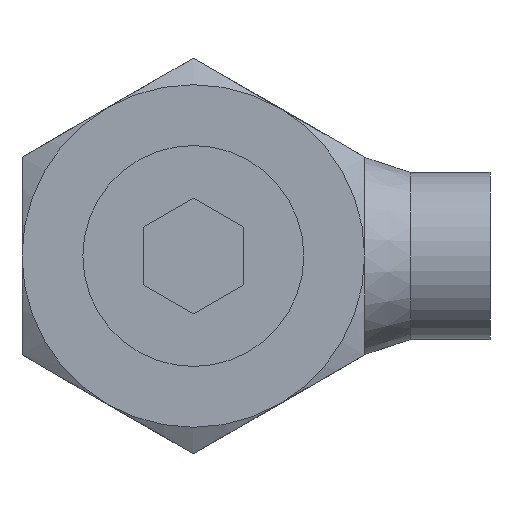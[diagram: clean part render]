
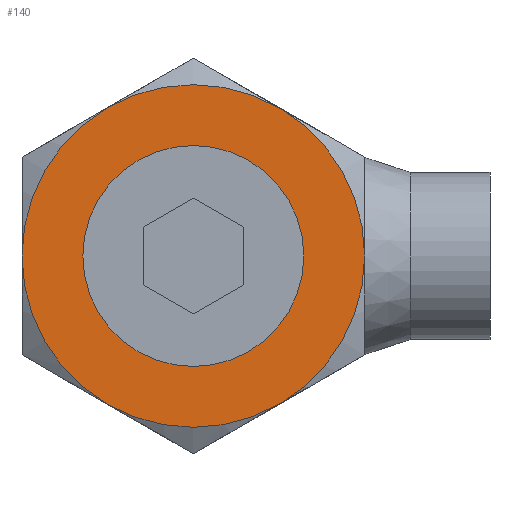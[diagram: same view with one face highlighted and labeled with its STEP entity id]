
A CAD part, front view. The second image highlights one B-rep face of the part: STEP entity #140.
In plain terms, the highlighted planar face has unit normal (0, -1, 0).
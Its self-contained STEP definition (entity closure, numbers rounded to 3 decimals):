
#140 = ADVANCED_FACE( '', ( #318, #319 ), #320, .F. );
#318 = FACE_BOUND( '', #531, .T. );
#319 = FACE_OUTER_BOUND( '', #532, .T. );
#320 = PLANE( '', #533 );
#531 = EDGE_LOOP( '', ( #849 ) );
#532 = EDGE_LOOP( '', ( #850, #851, #852, #853, #854, #855 ) );
#533 = AXIS2_PLACEMENT_3D( '', #856, #857, #858 );
#849 = ORIENTED_EDGE( '', *, *, #1154, .F. );
#850 = ORIENTED_EDGE( '', *, *, #1155, .T. );
#851 = ORIENTED_EDGE( '', *, *, #1094, .T. );
#852 = ORIENTED_EDGE( '', *, *, #1156, .T. );
#853 = ORIENTED_EDGE( '', *, *, #1114, .T. );
#854 = ORIENTED_EDGE( '', *, *, #1124, .T. );
#855 = ORIENTED_EDGE( '', *, *, #1087, .T. );
#856 = CARTESIAN_POINT( '', ( 20.5, 0., 0. ) );
#857 = DIRECTION( '', ( 0., 1., 0. ) );
#858 = DIRECTION( '', ( 0., 0., 1. ) );
#1087 = EDGE_CURVE( '', #1266, #1267, #1268, .T. );
#1094 = EDGE_CURVE( '', #1206, #1259, #1278, .T. );
#1114 = EDGE_CURVE( '', #1304, #1307, #1309, .T. );
#1124 = EDGE_CURVE( '', #1307, #1266, #1322, .T. );
#1154 = EDGE_CURVE( '', #1363, #1363, #1364, .T. );
#1155 = EDGE_CURVE( '', #1267, #1206, #1365, .T. );
#1156 = EDGE_CURVE( '', #1259, #1304, #1366, .T. );
#1206 = VERTEX_POINT( '', #1423 );
#1259 = VERTEX_POINT( '', #1516 );
#1266 = VERTEX_POINT( '', #1551 );
#1267 = VERTEX_POINT( '', #1552 );
#1268 = CIRCLE( '', #1553, 20.5 );
#1278 = CIRCLE( '', #1577, 20.5 );
#1304 = VERTEX_POINT( '', #1630 );
#1307 = VERTEX_POINT( '', #1642 );
#1309 = CIRCLE( '', #1653, 20.5 );
#1322 = CIRCLE( '', #1673, 20.5 );
#1363 = VERTEX_POINT( '', #1755 );
#1364 = CIRCLE( '', #1756, 13.22 );
#1365 = CIRCLE( '', #1757, 20.5 );
#1366 = CIRCLE( '', #1758, 20.5 );
#1423 = CARTESIAN_POINT( '', ( 20.5, 0., 0. ) );
#1516 = CARTESIAN_POINT( '', ( 10.25, 0., 17.754 ) );
#1551 = CARTESIAN_POINT( '', ( -10.25, 0., -17.754 ) );
#1552 = CARTESIAN_POINT( '', ( 10.25, 0., -17.754 ) );
#1553 = AXIS2_PLACEMENT_3D( '', #1880, #1881, #1882 );
#1577 = AXIS2_PLACEMENT_3D( '', #1889, #1890, #1891 );
#1630 = CARTESIAN_POINT( '', ( -10.25, 0., 17.754 ) );
#1642 = CARTESIAN_POINT( '', ( -20.5, 0., 0. ) );
#1653 = AXIS2_PLACEMENT_3D( '', #1908, #1909, #1910 );
#1673 = AXIS2_PLACEMENT_3D( '', #1919, #1920, #1921 );
#1755 = CARTESIAN_POINT( '', ( 0., 0., -13.22 ) );
#1756 = AXIS2_PLACEMENT_3D( '', #1956, #1957, #1958 );
#1757 = AXIS2_PLACEMENT_3D( '', #1959, #1960, #1961 );
#1758 = AXIS2_PLACEMENT_3D( '', #1962, #1963, #1964 );
#1880 = CARTESIAN_POINT( '', ( 0., 0., 0. ) );
#1881 = DIRECTION( '', ( 0., -1., 0. ) );
#1882 = DIRECTION( '', ( 0., 0., -1. ) );
#1889 = CARTESIAN_POINT( '', ( 0., 0., 0. ) );
#1890 = DIRECTION( '', ( 0., -1., 0. ) );
#1891 = DIRECTION( '', ( 0., 0., -1. ) );
#1908 = CARTESIAN_POINT( '', ( 0., 0., 0. ) );
#1909 = DIRECTION( '', ( 0., -1., 0. ) );
#1910 = DIRECTION( '', ( 0., 0., -1. ) );
#1919 = CARTESIAN_POINT( '', ( 0., 0., 0. ) );
#1920 = DIRECTION( '', ( 0., -1., 0. ) );
#1921 = DIRECTION( '', ( 0., 0., -1. ) );
#1956 = CARTESIAN_POINT( '', ( 0., 0., 0. ) );
#1957 = DIRECTION( '', ( 0., -1., 0. ) );
#1958 = DIRECTION( '', ( 0., 0., -1. ) );
#1959 = CARTESIAN_POINT( '', ( 0., 0., 0. ) );
#1960 = DIRECTION( '', ( 0., -1., 0. ) );
#1961 = DIRECTION( '', ( 0., 0., -1. ) );
#1962 = CARTESIAN_POINT( '', ( 0., 0., 0. ) );
#1963 = DIRECTION( '', ( 0., -1., 0. ) );
#1964 = DIRECTION( '', ( 0., 0., -1. ) );
